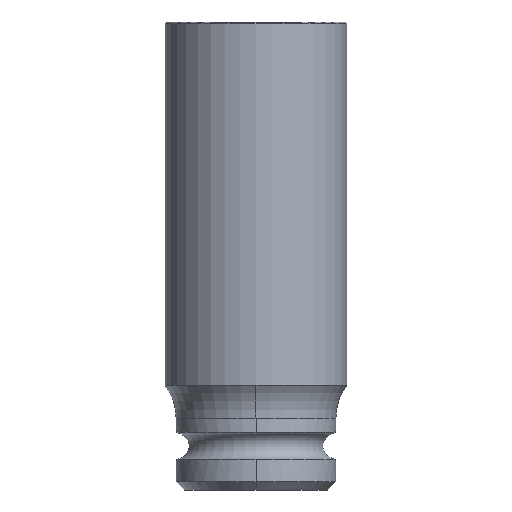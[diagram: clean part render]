
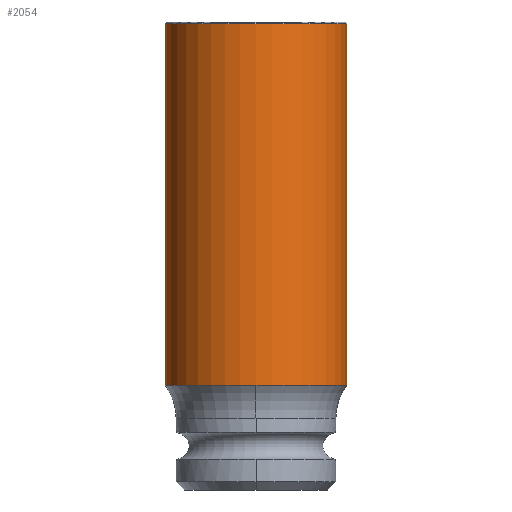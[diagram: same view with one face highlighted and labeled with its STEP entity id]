
A CAD part, left-side view. The second image highlights one B-rep face of the part: STEP entity #2054.
In plain terms, the highlighted cylindrical face has radius 16.5 mm (diameter 33 mm), a partial arc.
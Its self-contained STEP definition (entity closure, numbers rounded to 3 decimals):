
#418=DIRECTION('',(0.,0.,1.));
#419=VECTOR('',#418,65.7);
#420=CARTESIAN_POINT('',(0.,16.5,19.));
#421=LINE('',#420,#419);
#422=DIRECTION('',(0.,0.,1.));
#423=VECTOR('',#422,65.7);
#424=CARTESIAN_POINT('',(0.,-16.5,19.));
#425=LINE('',#424,#423);
#944=CARTESIAN_POINT('',(0.,0.,84.7));
#945=DIRECTION('',(0.,0.,1.));
#946=DIRECTION('',(0.,1.,0.));
#947=AXIS2_PLACEMENT_3D('',#944,#945,#946);
#949=CARTESIAN_POINT('',(0.,0.,19.));
#950=DIRECTION('',(0.,0.,1.));
#951=DIRECTION('',(-1.,0.,0.));
#952=AXIS2_PLACEMENT_3D('',#949,#950,#951);
#954=CARTESIAN_POINT('',(0.,0.,19.));
#955=DIRECTION('',(0.,0.,1.));
#956=DIRECTION('',(0.,1.,0.));
#957=AXIS2_PLACEMENT_3D('',#954,#955,#956);
#1058=CARTESIAN_POINT('',(0.,16.5,19.));
#1059=CARTESIAN_POINT('',(-16.5,0.,19.));
#1060=VERTEX_POINT('',#1058);
#1061=VERTEX_POINT('',#1059);
#1066=CARTESIAN_POINT('',(0.,-16.5,19.));
#1067=VERTEX_POINT('',#1066);
#1099=CARTESIAN_POINT('',(0.,-16.5,84.7));
#1100=CARTESIAN_POINT('',(0.,16.5,84.7));
#1101=VERTEX_POINT('',#1099);
#1102=VERTEX_POINT('',#1100);
#2042=CARTESIAN_POINT('',(0.,0.,15.7));
#2043=DIRECTION('',(0.,0.,1.));
#2044=DIRECTION('',(0.,1.,0.));
#2045=AXIS2_PLACEMENT_3D('',#2042,#2043,#2044);
#2046=CYLINDRICAL_SURFACE('',#2045,16.5);
#2047=ORIENTED_EDGE('',*,*,#2036,.T.);
#2048=ORIENTED_EDGE('',*,*,#1432,.F.);
#2049=ORIENTED_EDGE('',*,*,#1399,.F.);
#2050=ORIENTED_EDGE('',*,*,#1413,.F.);
#2051=ORIENTED_EDGE('',*,*,#1429,.T.);
#2052=EDGE_LOOP('',(#2047,#2048,#2049,#2050,#2051));
#2053=FACE_OUTER_BOUND('',#2052,.F.);
#2054=ADVANCED_FACE('',(#2053),#2046,.T.);
#948=CIRCLE('',#947,16.5);
#953=CIRCLE('',#952,16.5);
#958=CIRCLE('',#957,16.5);
#1399=EDGE_CURVE('',#1061,#1067,#953,.T.);
#1413=EDGE_CURVE('',#1060,#1061,#958,.T.);
#1429=EDGE_CURVE('',#1060,#1102,#421,.T.);
#1432=EDGE_CURVE('',#1067,#1101,#425,.T.);
#2036=EDGE_CURVE('',#1102,#1101,#948,.T.);
